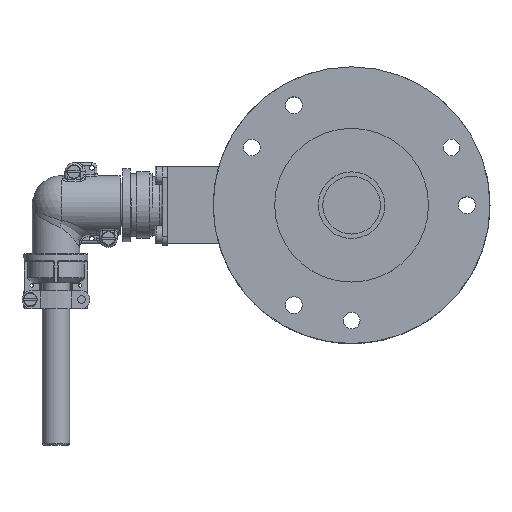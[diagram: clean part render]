
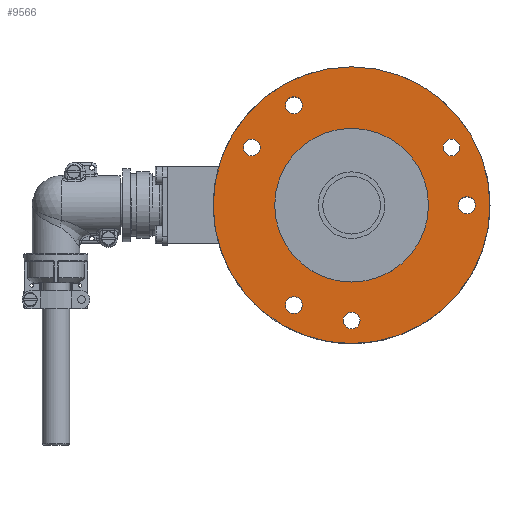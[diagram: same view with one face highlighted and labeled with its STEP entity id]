
A CAD part, top view. The second image highlights one B-rep face of the part: STEP entity #9566.
In plain terms, the highlighted planar face has unit normal (0, 0, 1).
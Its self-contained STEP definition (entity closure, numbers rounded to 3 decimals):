
#295 = DIRECTION ( 'NONE',  ( 0., 0., -1. ) ) ;
#335 = VERTEX_POINT ( 'NONE', #3379 ) ;
#1212 = EDGE_CURVE ( 'NONE', #11209, #11209, #17783, .T. ) ;
#2045 = CIRCLE ( 'NONE', #19599, 3.3 ) ;
#2220 = EDGE_LOOP ( 'NONE', ( #6631 ) ) ;
#2246 = EDGE_CURVE ( 'NONE', #21170, #21170, #2045, .T. ) ;
#2749 = VERTEX_POINT ( 'NONE', #9807 ) ;
#3084 = PLANE ( 'NONE',  #11214 ) ;
#3143 = ORIENTED_EDGE ( 'NONE', *, *, #1212, .T. ) ;
#3307 = DIRECTION ( 'NONE',  ( 0., -1., 0. ) ) ;
#3379 = CARTESIAN_POINT ( 'NONE',  ( 0., 30., 4.25 ) ) ;
#3509 = EDGE_CURVE ( 'NONE', #4384, #4384, #19108, .T. ) ;
#3583 = AXIS2_PLACEMENT_3D ( 'NONE', #3822, #14478, #11103 ) ;
#3668 = CIRCLE ( 'NONE', #9680, 30. ) ;
#3822 = CARTESIAN_POINT ( 'NONE',  ( -38.971, 22.5, 4.25 ) ) ;
#3867 = EDGE_CURVE ( 'NONE', #2749, #2749, #5586, .T. ) ;
#4044 = CARTESIAN_POINT ( 'NONE',  ( -22.5, -38.971, 4.25 ) ) ;
#4384 = VERTEX_POINT ( 'NONE', #6277 ) ;
#4837 = EDGE_CURVE ( 'NONE', #5288, #5288, #19968, .T. ) ;
#5288 = VERTEX_POINT ( 'NONE', #14179 ) ;
#5328 = CIRCLE ( 'NONE', #18408, 3.3 ) ;
#5386 = DIRECTION ( 'NONE',  ( 0., -1., 0. ) ) ;
#5490 = ORIENTED_EDGE ( 'NONE', *, *, #10082, .T. ) ;
#5586 = CIRCLE ( 'NONE', #9324, 3.3 ) ;
#6047 = DIRECTION ( 'NONE',  ( 0., -1., 0. ) ) ;
#6247 = EDGE_LOOP ( 'NONE', ( #6624 ) ) ;
#6277 = CARTESIAN_POINT ( 'NONE',  ( 0., 54., 4.25 ) ) ;
#6624 = ORIENTED_EDGE ( 'NONE', *, *, #2246, .T. ) ;
#6631 = ORIENTED_EDGE ( 'NONE', *, *, #15035, .T. ) ;
#7039 = CIRCLE ( 'NONE', #22699, 3.3 ) ;
#7150 = CARTESIAN_POINT ( 'NONE',  ( -22.5, 38.971, 4.25 ) ) ;
#7754 = EDGE_LOOP ( 'NONE', ( #3143 ) ) ;
#7887 = FACE_BOUND ( 'NONE', #21031, .T. ) ;
#8057 = DIRECTION ( 'NONE',  ( 0., 0., 1. ) ) ;
#8368 = DIRECTION ( 'NONE',  ( 0., 0., -1. ) ) ;
#8385 = EDGE_LOOP ( 'NONE', ( #21532 ) ) ;
#9324 = AXIS2_PLACEMENT_3D ( 'NONE', #4044, #295, #6047 ) ;
#9566 = ADVANCED_FACE ( 'NONE', ( #20386, #18527, #16649, #14911, #7887, #22137, #10011, #10352 ), #3084, .F. ) ;
#9680 = AXIS2_PLACEMENT_3D ( 'NONE', #12761, #14387, #17779 ) ;
#9745 = VERTEX_POINT ( 'NONE', #15109 ) ;
#9805 = AXIS2_PLACEMENT_3D ( 'NONE', #19148, #8057, #22295 ) ;
#9807 = CARTESIAN_POINT ( 'NONE',  ( -22.5, -42.271, 4.25 ) ) ;
#9925 = AXIS2_PLACEMENT_3D ( 'NONE', #10737, #17859, #16338 ) ;
#10011 = FACE_BOUND ( 'NONE', #21361, .T. ) ;
#10082 = EDGE_CURVE ( 'NONE', #9745, #9745, #5328, .T. ) ;
#10195 = DIRECTION ( 'NONE',  ( 0., -1., 0. ) ) ;
#10242 = CARTESIAN_POINT ( 'NONE',  ( -30., 0., 4.25 ) ) ;
#10352 = FACE_OUTER_BOUND ( 'NONE', #15902, .T. ) ;
#10737 = CARTESIAN_POINT ( 'NONE',  ( 0., -45., 4.25 ) ) ;
#11103 = DIRECTION ( 'NONE',  ( 0., -1., 0. ) ) ;
#11209 = VERTEX_POINT ( 'NONE', #18326 ) ;
#11214 = AXIS2_PLACEMENT_3D ( 'NONE', #10242, #8368, #3307 ) ;
#11444 = CARTESIAN_POINT ( 'NONE',  ( 45., 0., 4.25 ) ) ;
#11680 = DIRECTION ( 'NONE',  ( 0., 0., -1. ) ) ;
#12761 = CARTESIAN_POINT ( 'NONE',  ( 0., 0., 4.25 ) ) ;
#14063 = CARTESIAN_POINT ( 'NONE',  ( 38.971, 19.2, 4.25 ) ) ;
#14126 = ORIENTED_EDGE ( 'NONE', *, *, #3867, .T. ) ;
#14179 = CARTESIAN_POINT ( 'NONE',  ( 0., -48.3, 4.25 ) ) ;
#14267 = VERTEX_POINT ( 'NONE', #23121 ) ;
#14280 = DIRECTION ( 'NONE',  ( 0., 0., -1. ) ) ;
#14387 = DIRECTION ( 'NONE',  ( 0., 0., 1. ) ) ;
#14478 = DIRECTION ( 'NONE',  ( 0., 0., -1. ) ) ;
#14911 = FACE_BOUND ( 'NONE', #16549, .T. ) ;
#15019 = EDGE_CURVE ( 'NONE', #335, #335, #3668, .T. ) ;
#15035 = EDGE_CURVE ( 'NONE', #14267, #14267, #7039, .T. ) ;
#15109 = CARTESIAN_POINT ( 'NONE',  ( 45., -3.3, 4.25 ) ) ;
#15902 = EDGE_LOOP ( 'NONE', ( #18636 ) ) ;
#15972 = CARTESIAN_POINT ( 'NONE',  ( 38.971, 22.5, 4.25 ) ) ;
#16338 = DIRECTION ( 'NONE',  ( 0., -1., 0. ) ) ;
#16549 = EDGE_LOOP ( 'NONE', ( #14126 ) ) ;
#16649 = FACE_BOUND ( 'NONE', #8385, .T. ) ;
#17779 = DIRECTION ( 'NONE',  ( 0., 1., 0. ) ) ;
#17783 = CIRCLE ( 'NONE', #3583, 3.3 ) ;
#17842 = DIRECTION ( 'NONE',  ( 0., 0., -1. ) ) ;
#17859 = DIRECTION ( 'NONE',  ( 0., 0., -1. ) ) ;
#18255 = ORIENTED_EDGE ( 'NONE', *, *, #15019, .F. ) ;
#18326 = CARTESIAN_POINT ( 'NONE',  ( -38.971, 19.2, 4.25 ) ) ;
#18408 = AXIS2_PLACEMENT_3D ( 'NONE', #11444, #11680, #18796 ) ;
#18527 = FACE_BOUND ( 'NONE', #2220, .T. ) ;
#18636 = ORIENTED_EDGE ( 'NONE', *, *, #3509, .T. ) ;
#18796 = DIRECTION ( 'NONE',  ( 0., -1., 0. ) ) ;
#19108 = CIRCLE ( 'NONE', #9805, 54. ) ;
#19148 = CARTESIAN_POINT ( 'NONE',  ( 0., 0., 4.25 ) ) ;
#19599 = AXIS2_PLACEMENT_3D ( 'NONE', #15972, #17842, #10195 ) ;
#19968 = CIRCLE ( 'NONE', #9925, 3.3 ) ;
#20386 = FACE_BOUND ( 'NONE', #7754, .T. ) ;
#21031 = EDGE_LOOP ( 'NONE', ( #5490 ) ) ;
#21170 = VERTEX_POINT ( 'NONE', #14063 ) ;
#21361 = EDGE_LOOP ( 'NONE', ( #18255 ) ) ;
#21532 = ORIENTED_EDGE ( 'NONE', *, *, #4837, .T. ) ;
#22137 = FACE_BOUND ( 'NONE', #6247, .T. ) ;
#22295 = DIRECTION ( 'NONE',  ( 0., 1., 0. ) ) ;
#22699 = AXIS2_PLACEMENT_3D ( 'NONE', #7150, #14280, #5386 ) ;
#23121 = CARTESIAN_POINT ( 'NONE',  ( -22.5, 35.671, 4.25 ) ) ;
